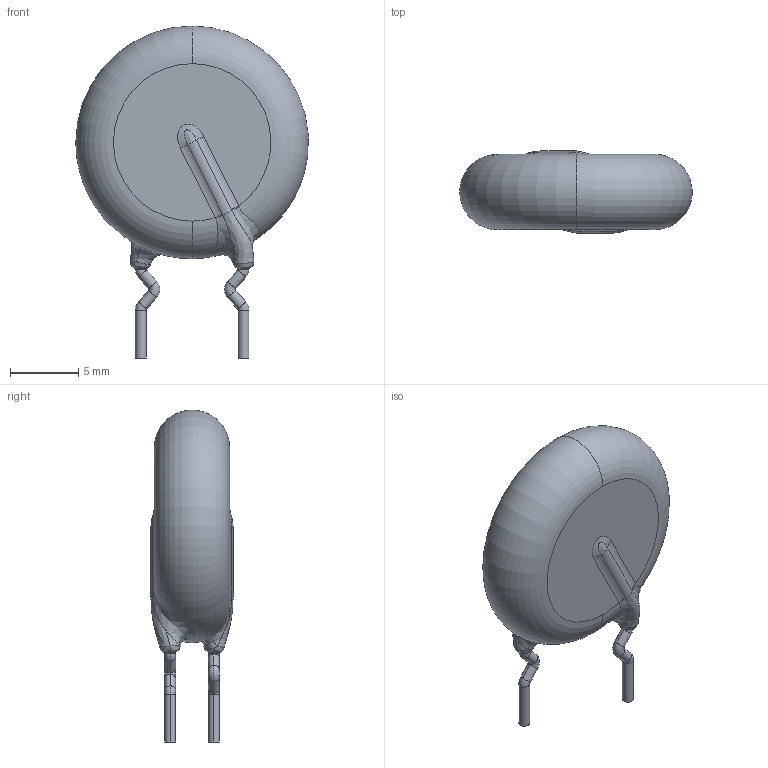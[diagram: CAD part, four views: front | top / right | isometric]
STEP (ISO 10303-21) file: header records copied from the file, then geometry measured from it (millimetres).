
FILE_DESCRIPTION (( 'STEP AP214' ), '1' );
FILE_NAME ('RES-TH_L17.0-W6.0-P7.50-S3.20.step', '2022-07-28T09:48:32', ( '' ), ( '' ), 'SwSTEP 2.0', 'SolidWorks 2020', '' );
FILE_SCHEMA (( 'AUTOMOTIVE_DESIGN' ));
Length unit declared in the file: millimetre
Products named in the file (1): RES-TH_L17.0-W6.0-P7.50-S3.20
Bounding box: 16.98 x 6 x 24.25 mm (x, y, z)
Volume: 1114.6 mm3; surface area: 759 mm2
Topology: 14 solids, 14 shells, 293 faces, 755 edges, 490 vertices
Faces by surface type: plane 137, bspline 120, cylinder 22, torus 14
Entity records: 15531 total; most frequent: CARTESIAN_POINT 5797, ORIENTED_EDGE 1510, DIRECTION 933, EDGE_CURVE 755, VERTEX_POINT 490, VECTOR 441, LINE 441, UNCERTAINTY_MEASURE_WITH_UNIT 309
